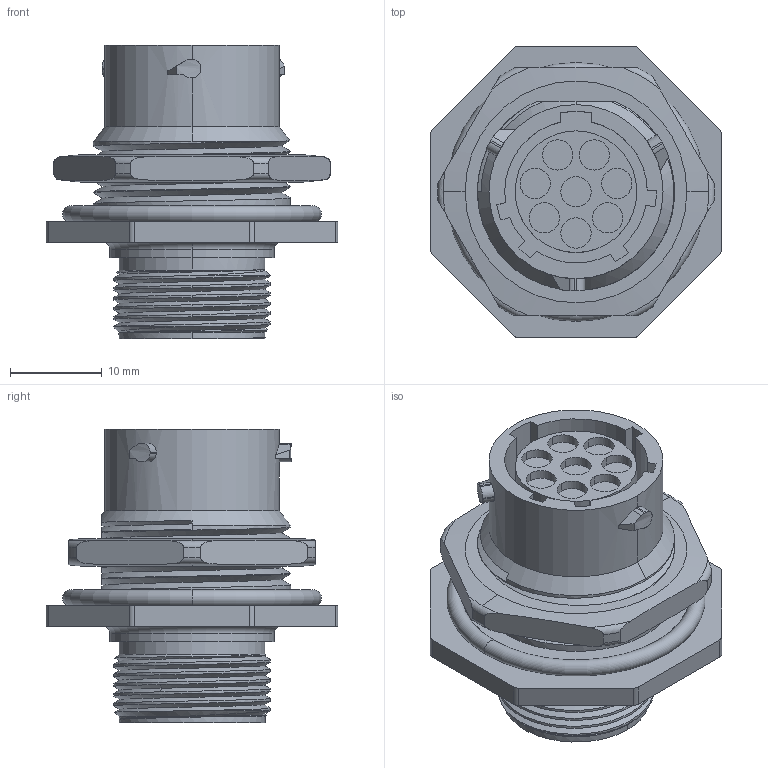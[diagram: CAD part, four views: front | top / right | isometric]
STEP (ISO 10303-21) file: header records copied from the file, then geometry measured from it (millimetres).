
FILE_DESCRIPTION((''),'2;1');
FILE_NAME('UTS7128S_CATALOGUE_PRT','2010-09-24T',('amartin'),(''),'PRO/ENGINEER BY PARAMETRIC TECHNOLOGY CORPORATION, 2007390','PRO/ENGINEER BY PARAMETRIC TECHNOLOGY CORPORATION, 2007390','');
FILE_SCHEMA(('CONFIG_CONTROL_DESIGN'));
Length unit declared in the file: millimetre
Products named in the file (1): UTS7128S_CATALOGUE_PRT
Bounding box: 31.75 x 31.75 x 32 mm (x, y, z)
Volume: 9232.5 mm3; surface area: 6417.4 mm2
Topology: 1 solids, 2 shells, 223 faces, 566 edges, 373 vertices
Faces by surface type: cylinder 104, plane 82, torus 18, cone 10, bspline 9
Entity records: 9530 total; most frequent: CARTESIAN_POINT 4174, ORIENTED_EDGE 1132, DIRECTION 1074, EDGE_CURVE 566, AXIS2_PLACEMENT_3D 425, VERTEX_POINT 373, EDGE_LOOP 251, VECTOR 224
